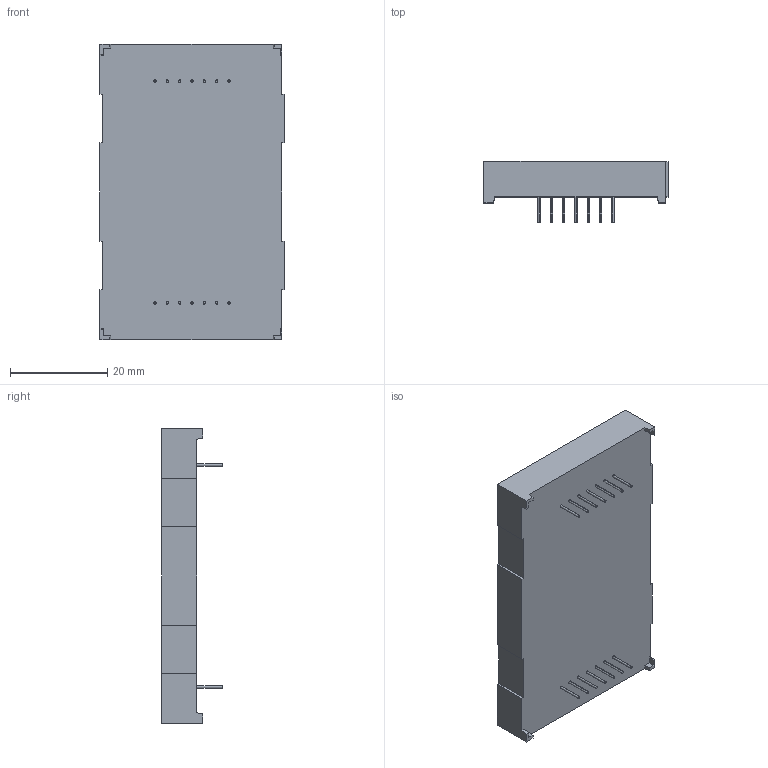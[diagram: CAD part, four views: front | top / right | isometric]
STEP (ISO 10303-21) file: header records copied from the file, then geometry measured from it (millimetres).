
FILE_DESCRIPTION (( 'STEP AP214' ), '1' );
FILE_NAME ('TA-TC24-11.STEP', '2008-09-07T16:50:06', ( '' ), ( '' ), 'SwSTEP 2.0', 'SolidWorks 2008', '' );
FILE_SCHEMA (( 'AUTOMOTIVE_DESIGN' ));
Length unit declared in the file: millimetre
Products named in the file (1): TA-TC24-11
Bounding box: 38 x 12.5 x 60.8 mm (x, y, z)
Volume: 16515.5 mm3; surface area: 6200 mm2
Topology: 1 solids, 1 shells, 487 faces, 1209 edges, 806 vertices
Faces by surface type: plane 263, bspline 116, cylinder 108
Entity records: 24853 total; most frequent: CARTESIAN_POINT 8891, ORIENTED_EDGE 2418, DIRECTION 1937, EDGE_CURVE 1209, VERTEX_POINT 806, VECTOR 761, LINE 761, AXIS2_PLACEMENT_3D 588
